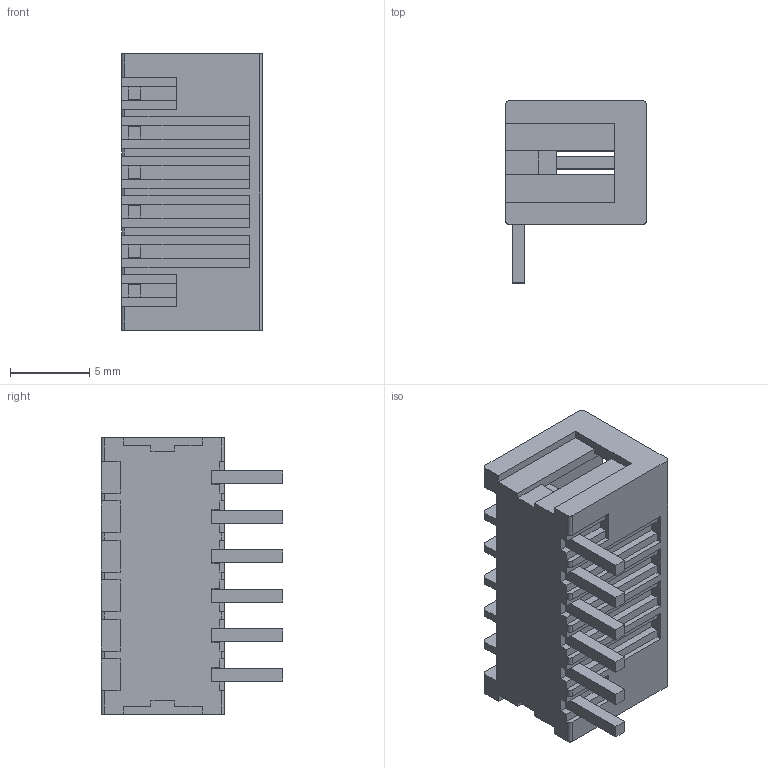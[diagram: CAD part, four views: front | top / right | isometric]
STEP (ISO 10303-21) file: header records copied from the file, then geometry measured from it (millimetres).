
FILE_DESCRIPTION(/* description */ ('STEP AP214'),/* implementation_level */ '2;1');
FILE_NAME(/* name */ '733-366',/* time_stamp */ '2024-10-31T10:06:44+01:00',/* author */ ('License CC BY-ND 4.0'),/* organization */ ('CADENAS'),/* preprocessor_version */ 'ST-DEVELOPER v19.3',/* originating_system */ 'PARTsolutions',/* authorisation */ ' ');
FILE_SCHEMA (('AUTOMOTIVE_DESIGN {1 0 10303 214 3 1 1}'));
Length unit declared in the file: millimetre
Products named in the file (1): 733-366
Bounding box: 8.9 x 11.5 x 17.5 mm (x, y, z)
Volume: 637.1 mm3; surface area: 1426.8 mm2
Topology: 1 solids, 1 shells, 216 faces, 597 edges, 398 vertices
Faces by surface type: plane 200, cylinder 16
Entity records: 8317 total; most frequent: CARTESIAN_POINT 1212, ORIENTED_EDGE 1194, DIRECTION 1063, EDGE_CURVE 597, LINE 565, VECTOR 565, VERTEX_POINT 398, AXIS2_PLACEMENT_3D 249
